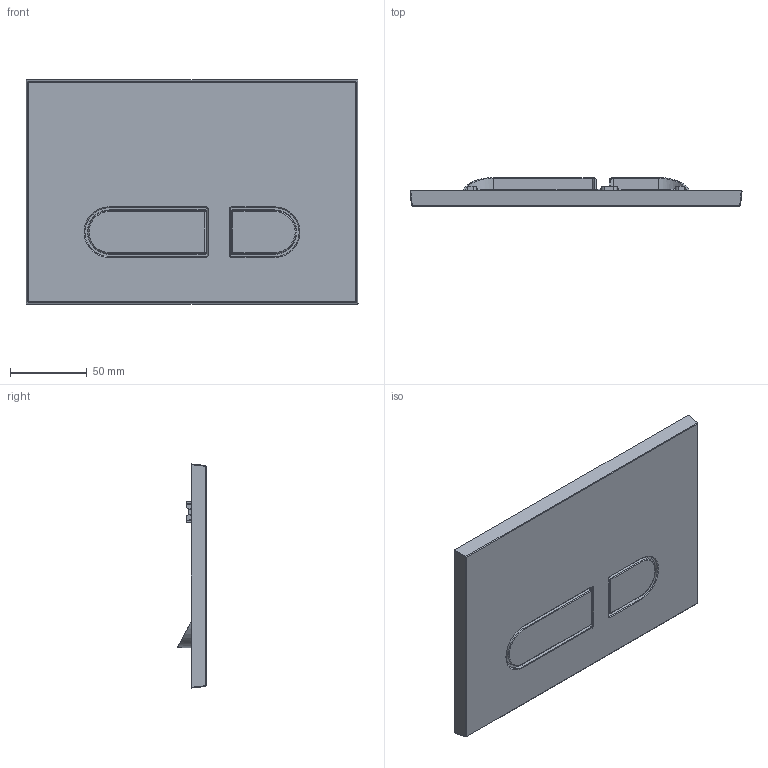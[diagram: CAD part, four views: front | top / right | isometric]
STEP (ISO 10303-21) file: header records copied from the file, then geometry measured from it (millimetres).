
FILE_DESCRIPTION(/* description */ (''),/* implementation_level */ '2;1');
FILE_NAME(/* name */ 'WD5001',/* time_stamp */ '2018-04-03T14:46:24+02:00',/* author */ (''),/* organization */ (''),/* preprocessor_version */ 'ST-DEVELOPER v15',/* originating_system */ '',/* authorisation */ '');
FILE_SCHEMA (('AUTOMOTIVE_DESIGN'));
Length unit declared in the file: millimetre
Products named in the file (2): Document; E803201
Assembly tree (1 placements, depth 2):
  Document
    E803201
Bounding box: 217 x 18.85 x 146.5 mm (x, y, z)
Volume: 131416.4 mm3; surface area: 97660.7 mm2
Topology: 3 solids, 3 shells, 511 faces, 1298 edges, 795 vertices
Faces by surface type: bspline 318, plane 193
Entity records: 25055 total; most frequent: CARTESIAN_POINT 17175, ORIENTED_EDGE 2568, EDGE_CURVE 1284, B_SPLINE_CURVE_WITH_KNOTS 978, VERTEX_POINT 795, EDGE_LOOP 531, ADVANCED_FACE 511, FACE_OUTER_BOUND 511
